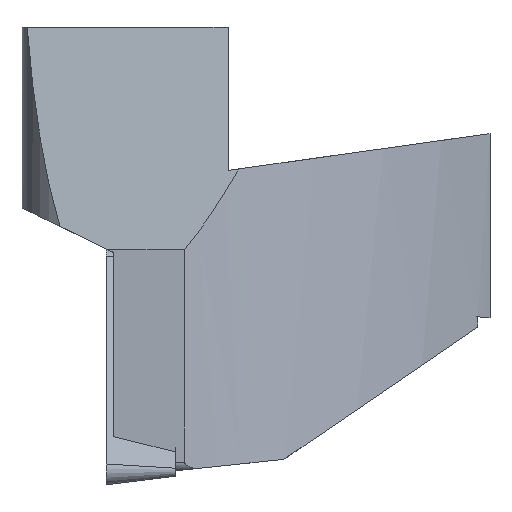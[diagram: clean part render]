
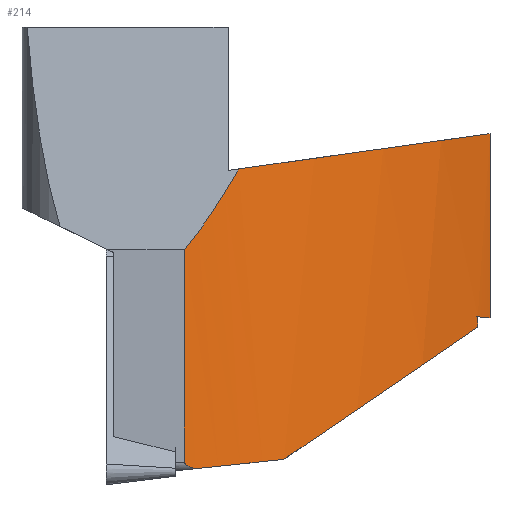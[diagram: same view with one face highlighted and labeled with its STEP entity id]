
A CAD part, left-side view. The second image highlights one B-rep face of the part: STEP entity #214.
In plain terms, the highlighted cylindrical face has radius 29.915 mm (diameter 59.831 mm), a partial arc.
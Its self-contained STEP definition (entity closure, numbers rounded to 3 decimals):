
#135=CYLINDRICAL_SURFACE('',#1371,29.915);
#143=B_SPLINE_CURVE_WITH_KNOTS('',3,(#1819,#1820,#1821,#1822,#1823,#1824,
#1825,#1826,#1827,#1828,#1829,#1830,#1831,#1832,#1833,#1834),
 .UNSPECIFIED.,.F.,.F.,(4,3,3,3,3,4),(0.,0.064,0.143,
0.289,0.774,1.),.UNSPECIFIED.);
#175=ELLIPSE('',#1366,30.209,29.915);
#176=ELLIPSE('',#1367,143.885,29.915);
#177=ELLIPSE('',#1368,30.08,29.915);
#178=ELLIPSE('',#1369,36.213,29.915);
#179=ELLIPSE('',#1370,30.08,29.915);
#214=ADVANCED_FACE('',(#330),#135,.T.);
#330=FACE_OUTER_BOUND('',#385,.T.);
#385=EDGE_LOOP('',(#491,#492,#493,#494,#495,#496,#497,#498,#499));
#491=ORIENTED_EDGE('',*,*,#937,.F.);
#492=ORIENTED_EDGE('',*,*,#938,.T.);
#493=ORIENTED_EDGE('',*,*,#926,.T.);
#494=ORIENTED_EDGE('',*,*,#917,.T.);
#495=ORIENTED_EDGE('',*,*,#939,.F.);
#496=ORIENTED_EDGE('',*,*,#940,.F.);
#497=ORIENTED_EDGE('',*,*,#941,.F.);
#498=ORIENTED_EDGE('',*,*,#942,.F.);
#499=ORIENTED_EDGE('',*,*,#943,.F.);
#802=VERTEX_POINT('',#1818);
#803=VERTEX_POINT('',#1835);
#811=VERTEX_POINT('',#1854);
#818=VERTEX_POINT('',#1874);
#819=VERTEX_POINT('',#1875);
#820=VERTEX_POINT('',#1878);
#821=VERTEX_POINT('',#1880);
#822=VERTEX_POINT('',#1882);
#823=VERTEX_POINT('',#1884);
#917=EDGE_CURVE('',#803,#802,#143,.T.);
#926=EDGE_CURVE('',#811,#803,#1090,.T.);
#937=EDGE_CURVE('',#818,#819,#175,.T.);
#938=EDGE_CURVE('',#818,#811,#176,.T.);
#939=EDGE_CURVE('',#820,#802,#177,.T.);
#940=EDGE_CURVE('',#821,#820,#178,.T.);
#941=EDGE_CURVE('',#822,#821,#1099,.T.);
#942=EDGE_CURVE('',#823,#822,#179,.T.);
#943=EDGE_CURVE('',#819,#823,#1100,.T.);
#1090=LINE('',#1853,#1194);
#1099=LINE('',#1881,#1203);
#1100=LINE('',#1885,#1204);
#1194=VECTOR('',#1496,1.);
#1203=VECTOR('',#1521,1.);
#1204=VECTOR('',#1524,1.);
#1366=AXIS2_PLACEMENT_3D('',#1873,#1513,#1514);
#1367=AXIS2_PLACEMENT_3D('',#1876,#1515,#1516);
#1368=AXIS2_PLACEMENT_3D('',#1877,#1517,#1518);
#1369=AXIS2_PLACEMENT_3D('',#1879,#1519,#1520);
#1370=AXIS2_PLACEMENT_3D('',#1883,#1522,#1523);
#1371=AXIS2_PLACEMENT_3D('',#1886,#1525,#1526);
#1496=DIRECTION('',(0.,0.,-1.));
#1513=DIRECTION('',(0.,0.139,0.99));
#1514=DIRECTION('',(0.,0.99,-0.139));
#1515=DIRECTION('',(0.978,-0.001,-0.208));
#1516=DIRECTION('',(-0.208,0.,-0.978));
#1517=DIRECTION('',(0.,-0.105,-0.995));
#1518=DIRECTION('',(0.001,0.995,-0.105));
#1519=DIRECTION('',(0.,-0.564,-0.826));
#1520=DIRECTION('',(0.,0.826,-0.564));
#1521=DIRECTION('',(0.,0.,-1.));
#1522=DIRECTION('',(0.,0.105,-0.995));
#1523=DIRECTION('',(0.,-0.995,-0.105));
#1524=DIRECTION('',(0.,0.,-1.));
#1525=DIRECTION('',(0.,0.,-1.));
#1526=DIRECTION('',(-1.,0.,0.));
#1818=CARTESIAN_POINT('',(-26.247,-4.142,-17.078));
#1819=CARTESIAN_POINT('',(-26.419,-3.5,-16.7));
#1820=CARTESIAN_POINT('',(-26.419,-3.5,-16.717));
#1821=CARTESIAN_POINT('',(-26.418,-3.504,-16.735));
#1822=CARTESIAN_POINT('',(-26.417,-3.51,-16.751));
#1823=CARTESIAN_POINT('',(-26.415,-3.518,-16.77));
#1824=CARTESIAN_POINT('',(-26.412,-3.53,-16.788));
#1825=CARTESIAN_POINT('',(-26.408,-3.543,-16.805));
#1826=CARTESIAN_POINT('',(-26.402,-3.568,-16.834));
#1827=CARTESIAN_POINT('',(-26.394,-3.598,-16.859));
#1828=CARTESIAN_POINT('',(-26.386,-3.63,-16.88));
#1829=CARTESIAN_POINT('',(-26.358,-3.734,-16.951));
#1830=CARTESIAN_POINT('',(-26.326,-3.855,-16.995));
#1831=CARTESIAN_POINT('',(-26.294,-3.974,-17.032));
#1832=CARTESIAN_POINT('',(-26.278,-4.03,-17.049));
#1833=CARTESIAN_POINT('',(-26.263,-4.086,-17.064));
#1834=CARTESIAN_POINT('',(-26.247,-4.142,-17.078));
#1835=CARTESIAN_POINT('',(-26.419,-3.5,-16.7));
#1853=CARTESIAN_POINT('',(-26.419,-3.5,10.3));
#1854=CARTESIAN_POINT('',(-26.419,-3.5,-4.539));
#1873=CARTESIAN_POINT('',(2.563,3.915,-1.394));
#1874=CARTESIAN_POINT('',(-25.439,-6.612,0.086));
#1875=CARTESIAN_POINT('',(-13.995,-21.,2.108));
#1876=CARTESIAN_POINT('',(2.563,3.915,131.773));
#1877=CARTESIAN_POINT('',(2.563,3.915,-17.928));
#1878=CARTESIAN_POINT('',(-24.324,-9.2,-16.547));
#1879=CARTESIAN_POINT('',(2.563,3.915,-25.496));
#1880=CARTESIAN_POINT('',(-15.,-20.302,-8.974));
#1881=CARTESIAN_POINT('',(-15.,-20.302,10.3));
#1882=CARTESIAN_POINT('',(-15.,-20.302,-8.376));
#1883=CARTESIAN_POINT('',(2.563,3.915,-5.83));
#1884=CARTESIAN_POINT('',(-13.995,-21.,-8.449));
#1885=CARTESIAN_POINT('',(-13.995,-21.,10.3));
#1886=CARTESIAN_POINT('',(2.563,3.915,10.3));
